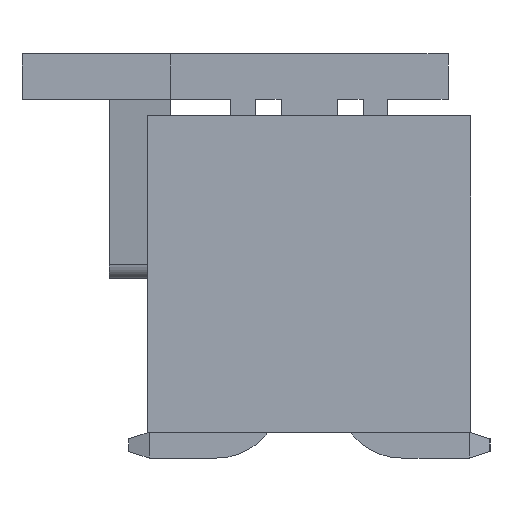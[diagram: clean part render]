
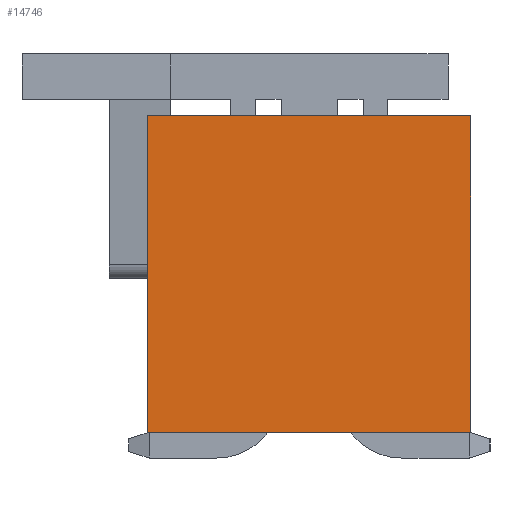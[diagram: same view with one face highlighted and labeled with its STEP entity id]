
A CAD part, front view. The second image highlights one B-rep face of the part: STEP entity #14746.
In plain terms, the highlighted face is planar.
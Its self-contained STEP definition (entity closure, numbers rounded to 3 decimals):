
#791=ORIENTED_EDGE('',*,*,#3645,.F.);
#792=ORIENTED_EDGE('',*,*,#3646,.F.);
#793=ORIENTED_EDGE('',*,*,#3647,.T.);
#794=ORIENTED_EDGE('',*,*,#3648,.T.);
#3645=EDGE_CURVE('',#5072,#5073,#6109,.T.);
#3646=EDGE_CURVE('',#5074,#5072,#6110,.T.);
#3647=EDGE_CURVE('',#5074,#5075,#6111,.T.);
#3648=EDGE_CURVE('',#5075,#5073,#6112,.T.);
#5072=VERTEX_POINT('',#19534);
#5073=VERTEX_POINT('',#19535);
#5074=VERTEX_POINT('',#19537);
#5075=VERTEX_POINT('',#19539);
#6109=LINE('',#19533,#7555);
#6110=LINE('',#19536,#7556);
#6111=LINE('',#19538,#7557);
#6112=LINE('',#19540,#7558);
#7555=VECTOR('',#16536,1000.);
#7556=VECTOR('',#16537,1000.);
#7557=VECTOR('',#16538,1000.);
#7558=VECTOR('',#16539,1000.);
#8734=EDGE_LOOP('',(#791,#792,#793,#794));
#9348=FACE_BOUND('',#8734,.T.);
#9953=PLANE('',#15357);
#14746=ADVANCED_FACE('',(#9348),#9953,.T.);
#15357=AXIS2_PLACEMENT_3D('',#19532,#16534,#16535);
#16534=DIRECTION('',(1.,0.,0.));
#16535=DIRECTION('',(0.,0.,-1.));
#16536=DIRECTION('',(0.,0.,-1.));
#16537=DIRECTION('',(0.,1.,0.));
#16538=DIRECTION('',(0.,0.,-1.));
#16539=DIRECTION('',(0.,1.,0.));
#19532=CARTESIAN_POINT('',(9.525,-2.5,2.45));
#19533=CARTESIAN_POINT('',(9.525,2.5,2.45));
#19534=CARTESIAN_POINT('',(9.525,2.5,2.45));
#19535=CARTESIAN_POINT('',(9.525,2.5,-2.45));
#19536=CARTESIAN_POINT('',(9.525,-2.5,2.45));
#19537=CARTESIAN_POINT('',(9.525,-2.5,2.45));
#19538=CARTESIAN_POINT('',(9.525,-2.5,2.45));
#19539=CARTESIAN_POINT('',(9.525,-2.5,-2.45));
#19540=CARTESIAN_POINT('',(9.525,-2.5,-2.45));
